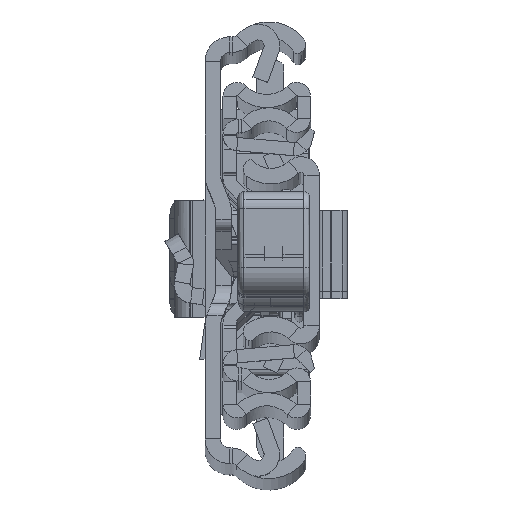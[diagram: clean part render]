
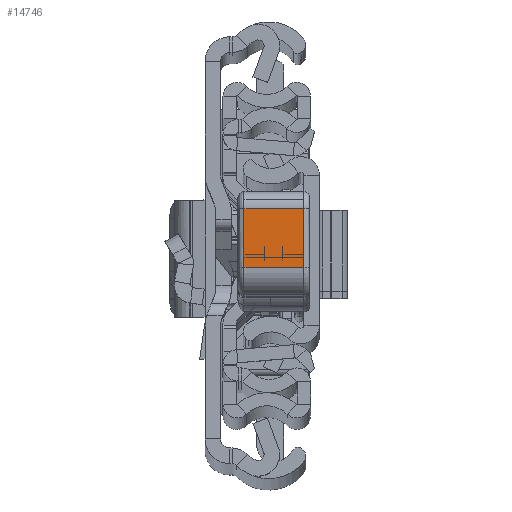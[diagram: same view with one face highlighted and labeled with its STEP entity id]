
A CAD part, top view. The second image highlights one B-rep face of the part: STEP entity #14746.
In plain terms, the highlighted face is planar.
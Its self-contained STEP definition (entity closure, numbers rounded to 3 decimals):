
#701 = ORIENTED_EDGE ( 'NONE', *, *, #36176, .F. ) ;
#1666 = ORIENTED_EDGE ( 'NONE', *, *, #24203, .F. ) ;
#2120 = DIRECTION ( 'NONE',  ( -0.027, -1., 0. ) ) ;
#2230 = VECTOR ( 'NONE', #19841, 1000. ) ;
#2509 = FACE_OUTER_BOUND ( 'NONE', #19528, .T. ) ;
#5027 = PLANE ( 'NONE',  #17286 ) ;
#6135 = CARTESIAN_POINT ( 'NONE',  ( 39.818, -2.465, 0. ) ) ;
#8752 = CARTESIAN_POINT ( 'NONE',  ( 39.818, -2.465, -11. ) ) ;
#9332 = LINE ( 'NONE', #8752, #23196 ) ;
#9869 = VECTOR ( 'NONE', #22852, 1000. ) ;
#11118 = LINE ( 'NONE', #25575, #9869 ) ;
#11504 = ORIENTED_EDGE ( 'NONE', *, *, #18206, .F. ) ;
#12474 = VERTEX_POINT ( 'NONE', #32040 ) ;
#13840 = CARTESIAN_POINT ( 'NONE',  ( 39.55, -12.274, -10. ) ) ;
#14557 = CARTESIAN_POINT ( 'NONE',  ( 39.818, -2.465, -10. ) ) ;
#14746 = ADVANCED_FACE ( 'NONE', ( #2509 ), #5027, .F. ) ;
#14849 = ORIENTED_EDGE ( 'NONE', *, *, #18679, .F. ) ;
#16637 = VERTEX_POINT ( 'NONE', #6135 ) ;
#16757 = CARTESIAN_POINT ( 'NONE',  ( 39.55, -12.274, -11. ) ) ;
#17286 = AXIS2_PLACEMENT_3D ( 'NONE', #16757, #34497, #2120 ) ;
#18193 = VERTEX_POINT ( 'NONE', #13840 ) ;
#18206 = EDGE_CURVE ( 'NONE', #22111, #18193, #19773, .T. ) ;
#18679 = EDGE_CURVE ( 'NONE', #16637, #22111, #9332, .T. ) ;
#19098 = LINE ( 'NONE', #36861, #2230 ) ;
#19528 = EDGE_LOOP ( 'NONE', ( #701, #11504, #14849, #1666 ) ) ;
#19773 = LINE ( 'NONE', #25607, #34287 ) ;
#19841 = DIRECTION ( 'NONE',  ( 0.027, 1., 0. ) ) ;
#20474 = DIRECTION ( 'NONE',  ( 0., 0., -1. ) ) ;
#22111 = VERTEX_POINT ( 'NONE', #14557 ) ;
#22852 = DIRECTION ( 'NONE',  ( 0., 0., 1. ) ) ;
#23196 = VECTOR ( 'NONE', #20474, 1000. ) ;
#24203 = EDGE_CURVE ( 'NONE', #12474, #16637, #19098, .T. ) ;
#25575 = CARTESIAN_POINT ( 'NONE',  ( 39.55, -12.274, -11. ) ) ;
#25607 = CARTESIAN_POINT ( 'NONE',  ( 39.55, -12.274, -10. ) ) ;
#31757 = DIRECTION ( 'NONE',  ( -0.027, -1., 0. ) ) ;
#32040 = CARTESIAN_POINT ( 'NONE',  ( 39.55, -12.274, 0. ) ) ;
#34287 = VECTOR ( 'NONE', #31757, 1000. ) ;
#34497 = DIRECTION ( 'NONE',  ( -1., 0.027, 0. ) ) ;
#36176 = EDGE_CURVE ( 'NONE', #18193, #12474, #11118, .T. ) ;
#36861 = CARTESIAN_POINT ( 'NONE',  ( 39.55, -12.274, 0. ) ) ;
